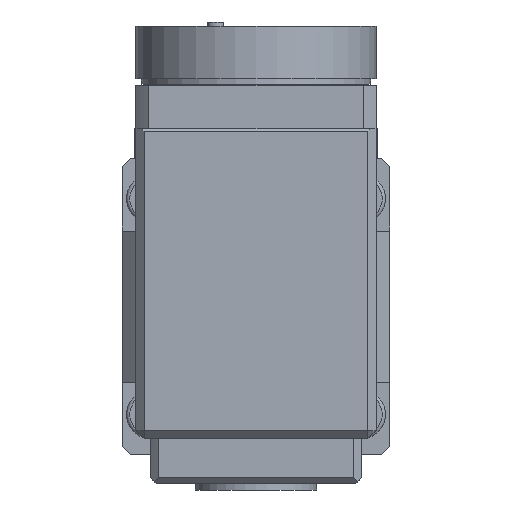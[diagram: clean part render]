
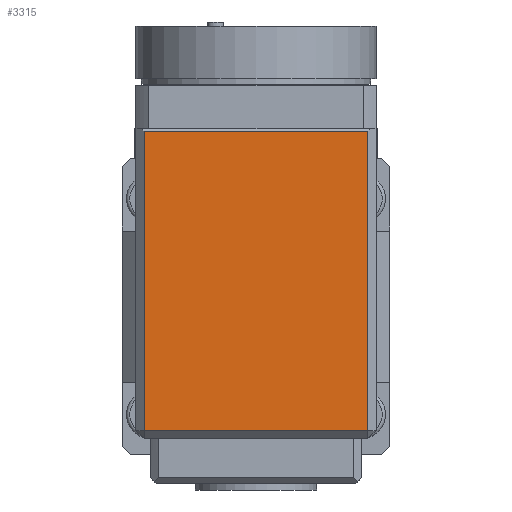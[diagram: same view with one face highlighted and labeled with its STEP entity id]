
A CAD part, left-side view. The second image highlights one B-rep face of the part: STEP entity #3315.
In plain terms, the highlighted face is planar.
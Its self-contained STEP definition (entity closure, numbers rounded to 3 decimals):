
#330=FACE_OUTER_BOUND('',#527,.T.);
#527=EDGE_LOOP('',(#2686,#2687,#2688,#2689));
#771=LINE('',#5289,#1121);
#773=LINE('',#5292,#1123);
#778=LINE('',#5302,#1128);
#821=LINE('',#5403,#1171);
#1121=VECTOR('',#4290,10.);
#1123=VECTOR('',#4294,10.);
#1128=VECTOR('',#4305,10.);
#1171=VECTOR('',#4406,10.);
#1509=VERTEX_POINT('',#5277);
#1511=VERTEX_POINT('',#5283);
#1512=VERTEX_POINT('',#5287);
#1514=VERTEX_POINT('',#5301);
#1901=EDGE_CURVE('',#1512,#1511,#771,.T.);
#1903=EDGE_CURVE('',#1511,#1509,#773,.T.);
#1908=EDGE_CURVE('',#1509,#1514,#778,.T.);
#1961=EDGE_CURVE('',#1514,#1512,#821,.T.);
#2686=ORIENTED_EDGE('',*,*,#1901,.F.);
#2687=ORIENTED_EDGE('',*,*,#1961,.F.);
#2688=ORIENTED_EDGE('',*,*,#1908,.F.);
#2689=ORIENTED_EDGE('',*,*,#1903,.F.);
#3140=PLANE('',#3637);
#3315=ADVANCED_FACE('',(#330),#3140,.T.);
#3637=AXIS2_PLACEMENT_3D('',#5404,#4407,#4408);
#4290=DIRECTION('',(1.,0.,0.));
#4294=DIRECTION('',(0.,1.,0.));
#4305=DIRECTION('',(-1.,0.,0.));
#4406=DIRECTION('',(0.,-1.,0.));
#4407=DIRECTION('center_axis',(0.,0.,
-1.));
#4408=DIRECTION('ref_axis',(1.,0.,0.));
#5277=CARTESIAN_POINT('',(46.,41.5,-131.));
#5283=CARTESIAN_POINT('',(46.,-41.5,-131.));
#5287=CARTESIAN_POINT('',(-65.,-41.5,-131.));
#5289=CARTESIAN_POINT('',(27.5,-41.5,-131.));
#5292=CARTESIAN_POINT('',(46.,27.271,-131.));
#5301=CARTESIAN_POINT('',(-65.,41.5,-131.));
#5302=CARTESIAN_POINT('',(27.5,41.5,-131.));
#5403=CARTESIAN_POINT('',(-65.,24.75,-131.));
#5404=CARTESIAN_POINT('Origin',(0.,49.5,-131.));
